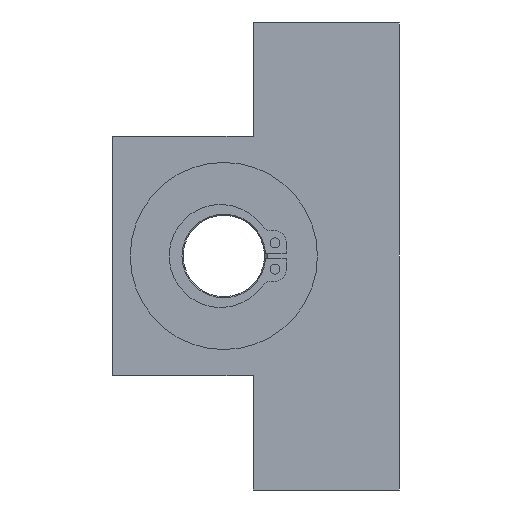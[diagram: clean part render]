
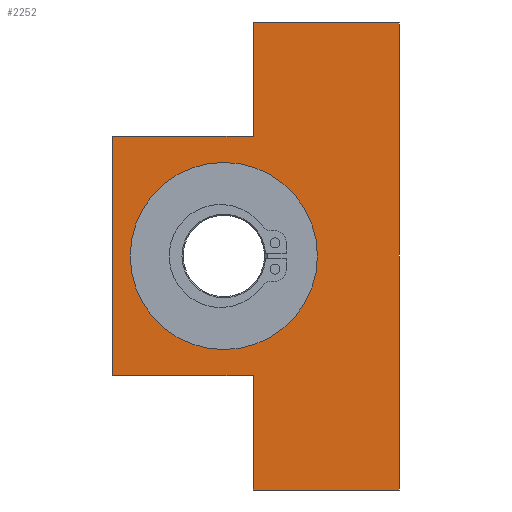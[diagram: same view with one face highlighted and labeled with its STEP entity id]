
A CAD part, left-side view. The second image highlights one B-rep face of the part: STEP entity #2252.
In plain terms, the highlighted planar face has unit normal (-1, 0, 0).
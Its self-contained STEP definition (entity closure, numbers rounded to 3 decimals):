
#160=CIRCLE('',#2514,16.);
#646=ORIENTED_EDGE('',*,*,#988,.T.);
#647=ORIENTED_EDGE('',*,*,#960,.F.);
#648=ORIENTED_EDGE('',*,*,#985,.F.);
#649=ORIENTED_EDGE('',*,*,#982,.F.);
#650=ORIENTED_EDGE('',*,*,#979,.F.);
#651=ORIENTED_EDGE('',*,*,#976,.F.);
#652=ORIENTED_EDGE('',*,*,#972,.F.);
#653=ORIENTED_EDGE('',*,*,#969,.F.);
#654=ORIENTED_EDGE('',*,*,#964,.F.);
#960=EDGE_CURVE('',#1188,#1189,#1391,.T.);
#964=EDGE_CURVE('',#1189,#1192,#1395,.T.);
#969=EDGE_CURVE('',#1192,#1196,#1398,.T.);
#972=EDGE_CURVE('',#1196,#1198,#1401,.T.);
#976=EDGE_CURVE('',#1198,#1201,#1404,.T.);
#979=EDGE_CURVE('',#1201,#1203,#1407,.T.);
#982=EDGE_CURVE('',#1203,#1205,#1410,.T.);
#985=EDGE_CURVE('',#1205,#1188,#1413,.T.);
#988=EDGE_CURVE('',#1208,#1208,#160,.T.);
#1188=VERTEX_POINT('',#3705);
#1189=VERTEX_POINT('',#3706);
#1192=VERTEX_POINT('',#3714);
#1196=VERTEX_POINT('',#3724);
#1198=VERTEX_POINT('',#3730);
#1201=VERTEX_POINT('',#3738);
#1203=VERTEX_POINT('',#3744);
#1205=VERTEX_POINT('',#3750);
#1208=VERTEX_POINT('',#3762);
#1391=LINE('',#3704,#1589);
#1395=LINE('',#3713,#1593);
#1398=LINE('',#3723,#1596);
#1401=LINE('',#3729,#1599);
#1404=LINE('',#3737,#1602);
#1407=LINE('',#3743,#1605);
#1410=LINE('',#3749,#1608);
#1413=LINE('',#3755,#1611);
#1589=VECTOR('',#3044,1000.);
#1593=VECTOR('',#3050,1000.);
#1596=VECTOR('',#3059,1000.);
#1599=VECTOR('',#3064,1000.);
#1602=VECTOR('',#3071,1000.);
#1605=VECTOR('',#3076,1000.);
#1608=VECTOR('',#3081,1000.);
#1611=VECTOR('',#3086,1000.);
#1805=EDGE_LOOP('',(#646));
#1806=EDGE_LOOP('',(#647,#648,#649,#650,#651,#652,#653,#654));
#2011=FACE_BOUND('',#1805,.T.);
#2012=FACE_BOUND('',#1806,.T.);
#2130=PLANE('',#2513);
#2252=ADVANCED_FACE('',(#2011,#2012),#2130,.F.);
#2513=AXIS2_PLACEMENT_3D('',#3760,#3092,#3093);
#2514=AXIS2_PLACEMENT_3D('',#3761,#3094,#3095);
#3044=DIRECTION('',(0.,0.,1.));
#3050=DIRECTION('',(0.,-1.,0.));
#3059=DIRECTION('',(0.,0.,-1.));
#3064=DIRECTION('',(0.,1.,0.));
#3071=DIRECTION('',(0.,0.,1.));
#3076=DIRECTION('',(0.,1.,0.));
#3081=DIRECTION('',(0.,0.,1.));
#3086=DIRECTION('',(0.,-1.,0.));
#3092=DIRECTION('',(1.,0.,0.));
#3093=DIRECTION('',(0.,0.,-1.));
#3094=DIRECTION('',(1.,0.,0.));
#3095=DIRECTION('',(0.,0.,-1.));
#3704=CARTESIAN_POINT('',(-10.,25.,20.5));
#3705=CARTESIAN_POINT('',(-10.,25.,20.5));
#3706=CARTESIAN_POINT('',(-10.,25.,40.));
#3713=CARTESIAN_POINT('',(-10.,25.,40.));
#3714=CARTESIAN_POINT('',(-10.,0.,40.));
#3723=CARTESIAN_POINT('',(-10.,0.,40.));
#3724=CARTESIAN_POINT('',(-10.,0.,-40.));
#3729=CARTESIAN_POINT('',(-10.,0.,-40.));
#3730=CARTESIAN_POINT('',(-10.,25.,-40.));
#3737=CARTESIAN_POINT('',(-10.,25.,-40.));
#3738=CARTESIAN_POINT('',(-10.,25.,-20.5));
#3743=CARTESIAN_POINT('',(-10.,25.,-20.5));
#3744=CARTESIAN_POINT('',(-10.,49.,-20.5));
#3749=CARTESIAN_POINT('',(-10.,49.,-20.5));
#3750=CARTESIAN_POINT('',(-10.,49.,20.5));
#3755=CARTESIAN_POINT('',(-10.,49.,20.5));
#3760=CARTESIAN_POINT('',(-10.,0.,0.));
#3761=CARTESIAN_POINT('',(-10.,30.,0.));
#3762=CARTESIAN_POINT('',(-10.,30.,-16.));
